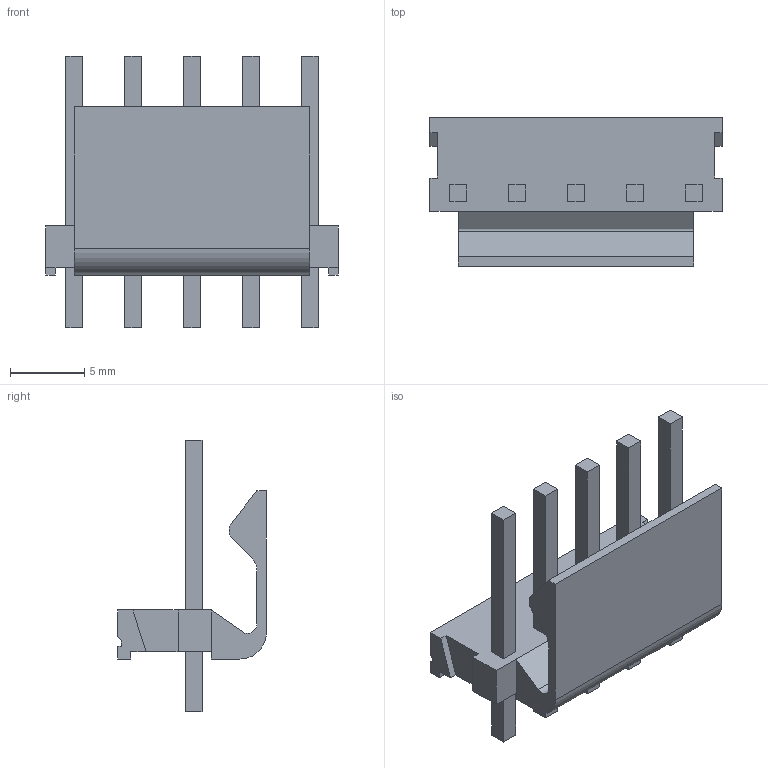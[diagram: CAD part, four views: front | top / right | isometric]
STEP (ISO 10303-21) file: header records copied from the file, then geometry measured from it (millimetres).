
FILE_DESCRIPTION((''),'2;1');
FILE_NAME('MOLEX_26-60-4050.stp','2010-08-23T15:28:44',(''),(''),'Mechanical Desktop 2010','Mechanical Desktop 2010',', , ');
FILE_SCHEMA(('AUTOMOTIVE_DESIGN { 1 2 10303 214 1 1 1 1 }'));
Length unit declared in the file: millimetre
Products named in the file (1): Product
Bounding box: 19.65 x 10 x 18.28 mm (x, y, z)
Volume: 737.4 mm3; surface area: 1253.8 mm2
Topology: 11 solids, 11 shells, 117 faces, 281 edges, 186 vertices
Faces by surface type: plane 112, cylinder 5
Entity records: 3375 total; most frequent: CARTESIAN_POINT 585, ORIENTED_EDGE 562, DIRECTION 527, EDGE_CURVE 281, VECTOR 271, LINE 271, VERTEX_POINT 186, AXIS2_PLACEMENT_3D 128
